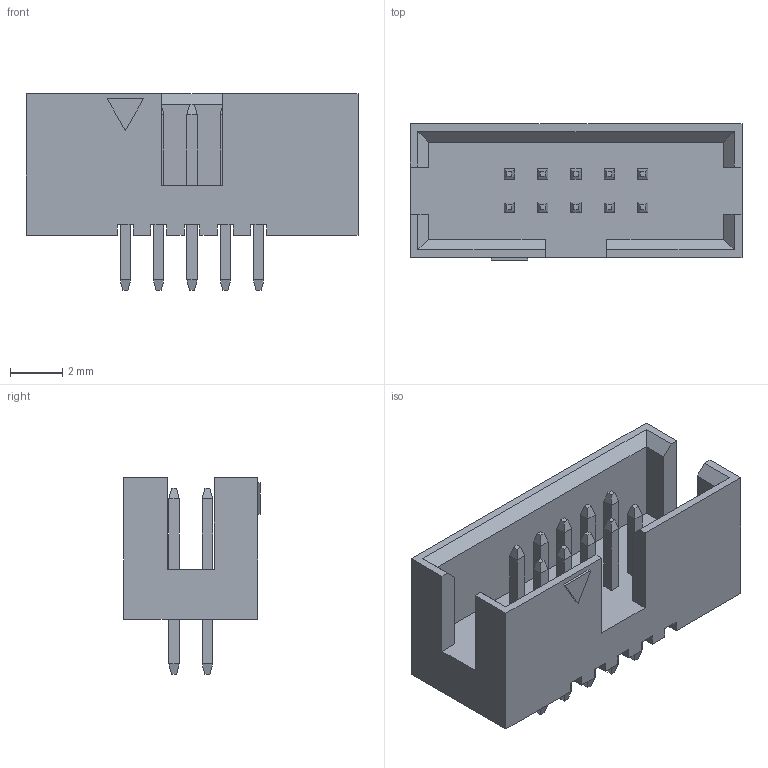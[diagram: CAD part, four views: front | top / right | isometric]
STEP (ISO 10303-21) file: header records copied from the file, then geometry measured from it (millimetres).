
FILE_DESCRIPTION (( 'STEP AP214' ), '1' );
FILE_NAME ('User Library-CNC Tech 3221-10-0100-00.STEP', '2021-07-25T08:44:18', ( '' ), ( '' ), 'SwSTEP 2.0', 'SolidWorks 2021', '' );
FILE_SCHEMA (( 'AUTOMOTIVE_DESIGN' ));
Length unit declared in the file: millimetre
Products named in the file (2): CNC_Tech_3221-10-0100-00; User Library-CNC Tech 3221-10-0100-00
Assembly tree (1 placements, depth 2):
  User Library-CNC Tech 3221-10-0100-00
    CNC_Tech_3221-10-0100-00
Bounding box: 12.65 x 5.2 x 7.5 mm (x, y, z)
Volume: 188.5 mm3; surface area: 495 mm2
Topology: 1 solids, 1 shells, 233 faces, 546 edges, 336 vertices
Faces by surface type: plane 233
Entity records: 7057 total; most frequent: CARTESIAN_POINT 1119, ORIENTED_EDGE 1092, DIRECTION 1020, EDGE_CURVE 546, VECTOR 546, LINE 546, VERTEX_POINT 336, EDGE_LOOP 254
